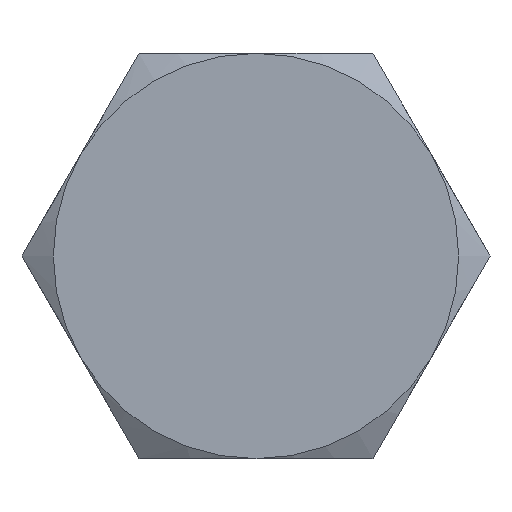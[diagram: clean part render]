
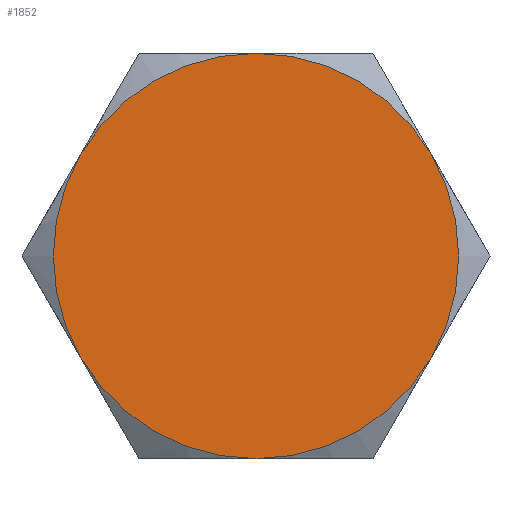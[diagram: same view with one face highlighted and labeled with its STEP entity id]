
A CAD part, left-side view. The second image highlights one B-rep face of the part: STEP entity #1852.
In plain terms, the highlighted planar face has unit normal (-1, 0, 0).
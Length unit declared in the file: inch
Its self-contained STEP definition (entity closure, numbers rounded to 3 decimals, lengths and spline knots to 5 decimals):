
#376 = CARTESIAN_POINT ( 'NONE',  ( 0., 0., 0. ) ) ;
#377 = DIRECTION ( 'NONE',  ( 1., 0., 0. ) ) ;
#378 = DIRECTION ( 'NONE',  ( 0., 0., -1. ) ) ;
#379 = PLANE ( 'NONE',  #3581 ) ;
#380 = CARTESIAN_POINT ( 'NONE',  ( 0., 0., -0.5 ) ) ;
#381 = DIRECTION ( 'NONE',  ( 1., 0., 0. ) ) ;
#382 = DIRECTION ( 'NONE',  ( 0., 0., -1. ) ) ;
#386 = CARTESIAN_POINT ( 'NONE',  ( 0., 0., 0. ) ) ;
#387 = DIRECTION ( 'NONE',  ( 1., 0., 0. ) ) ;
#388 = DIRECTION ( 'NONE',  ( 0., 0., -1. ) ) ;
#396 = CARTESIAN_POINT ( 'NONE',  ( 0., 0., 0. ) ) ;
#397 = DIRECTION ( 'NONE',  ( 1., 0., 0. ) ) ;
#398 = DIRECTION ( 'NONE',  ( 0., 0., -1. ) ) ;
#1273 = CARTESIAN_POINT ( 'NONE',  ( 0., 0., 0. ) ) ;
#1274 = DIRECTION ( 'NONE',  ( 1., 0., 0. ) ) ;
#1275 = DIRECTION ( 'NONE',  ( 0., 0., -1. ) ) ;
#1309 = CARTESIAN_POINT ( 'NONE',  ( 0., 0., 0. ) ) ;
#1310 = DIRECTION ( 'NONE',  ( -1., 0., 0. ) ) ;
#1311 = DIRECTION ( 'NONE',  ( 0., 0., 1. ) ) ;
#1315 = CARTESIAN_POINT ( 'NONE',  ( 0., 0., 0. ) ) ;
#1316 = DIRECTION ( 'NONE',  ( 1., 0., 0. ) ) ;
#1317 = DIRECTION ( 'NONE',  ( 0., 0., -1. ) ) ;
#1346 = CARTESIAN_POINT ( 'NONE',  ( 0., -0.21651, -0.125 ) ) ;
#1353 = CARTESIAN_POINT ( 'NONE',  ( 0., 0.21651, 0.125 ) ) ;
#1356 = CARTESIAN_POINT ( 'NONE',  ( 0., 0.21651, -0.125 ) ) ;
#1361 = CARTESIAN_POINT ( 'NONE',  ( 0., -0.21651, 0.125 ) ) ;
#1364 = CARTESIAN_POINT ( 'NONE',  ( 0., 0., 0.25 ) ) ;
#1394 = CARTESIAN_POINT ( 'NONE',  ( 0., 0., -0.25 ) ) ;
#1851 = EDGE_CURVE ( 'NONE', #1984, #2155, #2495, .T. ) ;
#1852 = ADVANCED_FACE ( 'NONE', ( #3572 ), #379, .F. ) ;
#1854 = EDGE_CURVE ( 'NONE', #1999, #1984, #2481, .T. ) ;
#1857 = EDGE_CURVE ( 'NONE', #2094, #1999, #2475, .T. ) ;
#1871 = EDGE_CURVE ( 'NONE', #2155, #1994, #2494, .T. ) ;
#1881 = EDGE_CURVE ( 'NONE', #2094, #1991, #2493, .T. ) ;
#1883 = EDGE_CURVE ( 'NONE', #1994, #1991, #2504, .T. ) ;
#1902 = ORIENTED_EDGE ( 'NONE', *, *, #1851, .F. ) ;
#1923 = ORIENTED_EDGE ( 'NONE', *, *, #1881, .T. ) ;
#1929 = ORIENTED_EDGE ( 'NONE', *, *, #1871, .F. ) ;
#1933 = ORIENTED_EDGE ( 'NONE', *, *, #1854, .F. ) ;
#1974 = ORIENTED_EDGE ( 'NONE', *, *, #1857, .F. ) ;
#1975 = ORIENTED_EDGE ( 'NONE', *, *, #1883, .F. ) ;
#1984 = VERTEX_POINT ( 'NONE', #1346 ) ;
#1991 = VERTEX_POINT ( 'NONE', #1353 ) ;
#1994 = VERTEX_POINT ( 'NONE', #1356 ) ;
#1999 = VERTEX_POINT ( 'NONE', #1361 ) ;
#2077 = EDGE_LOOP ( 'NONE', ( #1929, #1902, #1933, #1974, #1923, #1975 ) ) ;
#2094 = VERTEX_POINT ( 'NONE', #1364 ) ;
#2155 = VERTEX_POINT ( 'NONE', #1394 ) ;
#2475 = CIRCLE ( 'NONE', #3614, 0.25 ) ;
#2481 = CIRCLE ( 'NONE', #3637, 0.25 ) ;
#2493 = CIRCLE ( 'NONE', #3559, 0.25 ) ;
#2494 = CIRCLE ( 'NONE', #3571, 0.25 ) ;
#2495 = CIRCLE ( 'NONE', #3643, 0.25 ) ;
#2504 = CIRCLE ( 'NONE', #3628, 0.25 ) ;
#3559 = AXIS2_PLACEMENT_3D ( 'NONE', #1309, #1310, #1311 ) ;
#3571 = AXIS2_PLACEMENT_3D ( 'NONE', #1273, #1274, #1275 ) ;
#3572 = FACE_OUTER_BOUND ( 'NONE', #2077, .T. ) ;
#3581 = AXIS2_PLACEMENT_3D ( 'NONE', #380, #381, #382 ) ;
#3614 = AXIS2_PLACEMENT_3D ( 'NONE', #396, #397, #398 ) ;
#3628 = AXIS2_PLACEMENT_3D ( 'NONE', #1315, #1316, #1317 ) ;
#3637 = AXIS2_PLACEMENT_3D ( 'NONE', #386, #387, #388 ) ;
#3643 = AXIS2_PLACEMENT_3D ( 'NONE', #376, #377, #378 ) ;
